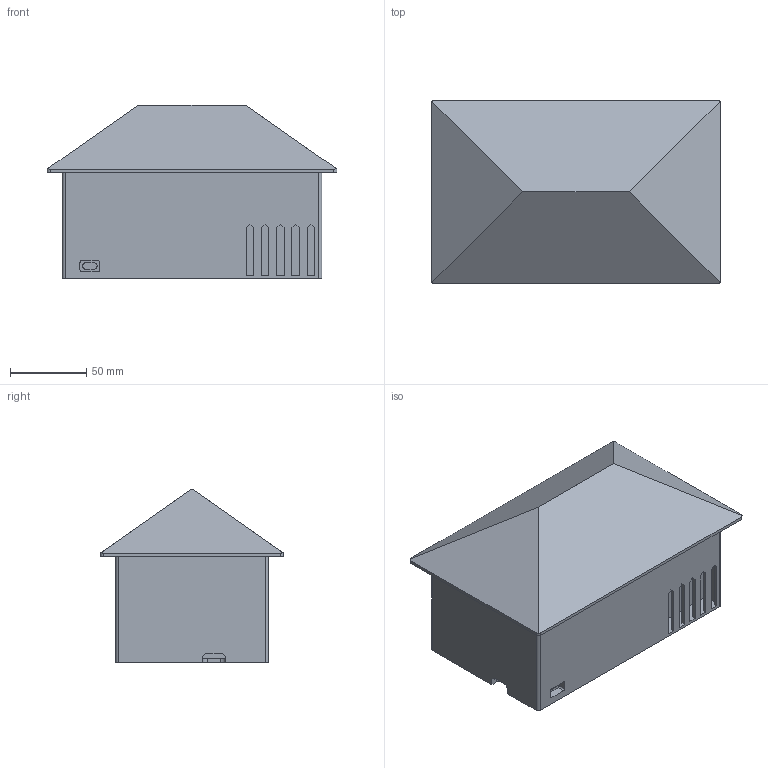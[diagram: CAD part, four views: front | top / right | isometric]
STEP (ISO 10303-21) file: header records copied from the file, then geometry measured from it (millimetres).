
FILE_DESCRIPTION(/* description */ (''),/* implementation_level */ '2;1');
FILE_NAME(/* name */ 'SensorCase.step',/* time_stamp */ '2023-06-27T12:56:33+02:00',/* author */ (''),/* organization */ (''),/* preprocessor_version */ 'ST-DEVELOPER v19.2',/* originating_system */ 'Autodesk Translation Framework v12.6.0.85',/* authorisation */ '');
FILE_SCHEMA (('AUTOMOTIVE_DESIGN { 1 0 10303 214 3 1 1 }'));
Length unit declared in the file: millimetre
Products named in the file (3): SensorCase v2; Roof; Bottom
Assembly tree (2 placements, depth 2):
  SensorCase v2
    Roof
    Bottom
Bounding box: 190 x 120 x 114 mm (x, y, z)
Volume: 208149.4 mm3; surface area: 182649.2 mm2
Topology: 2 solids, 2 shells, 252 faces, 701 edges, 459 vertices
Faces by surface type: plane 170, cylinder 48, cone 16, torus 12, bspline 6
Full cylindrical faces by diameter (mm): 2.6 x4, 4 x4, 4.3 x4, 5.7 x4, 10.4 x4
Entity records: 8353 total; most frequent: CARTESIAN_POINT 1623, ORIENTED_EDGE 1402, DIRECTION 1366, EDGE_CURVE 701, LINE 514, VECTOR 514, VERTEX_POINT 459, AXIS2_PLACEMENT_3D 426
